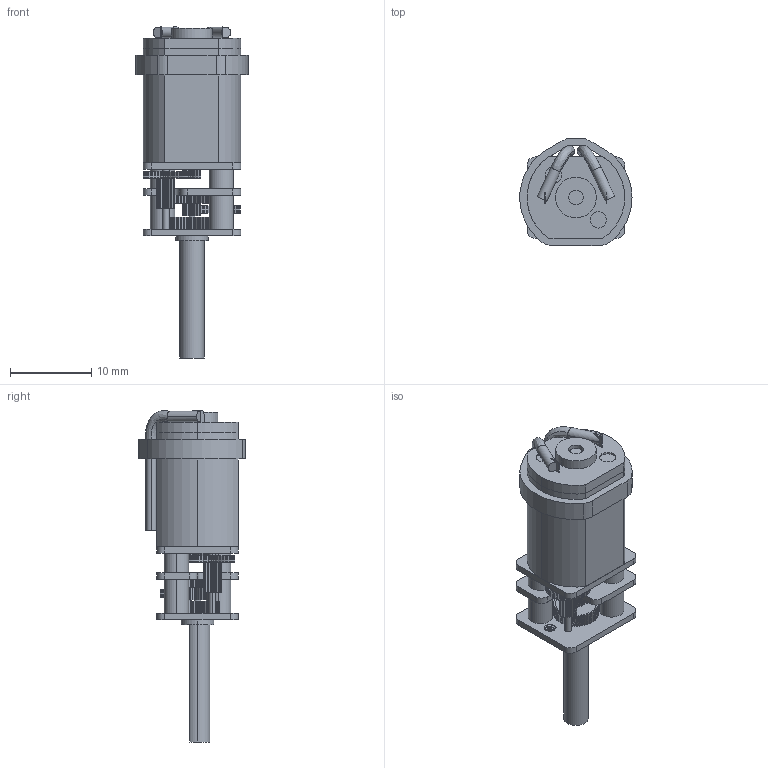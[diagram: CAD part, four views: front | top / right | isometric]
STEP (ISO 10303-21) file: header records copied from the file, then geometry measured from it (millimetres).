
FILE_DESCRIPTION (( 'STEP AP214' ), '1' );
FILE_NAME ('N20 motor 15mm shaft.STEP', '2022-02-11T13:00:57', ( '' ), ( '' ), 'SwSTEP 2.0', 'SolidWorks 2016', '' );
FILE_SCHEMA (( 'AUTOMOTIVE_DESIGN' ));
Length unit declared in the file: millimetre
Products named in the file (2): N20 motor 15mm shaft
Bounding box: 13.78 x 13.15 x 40.8 mm (x, y, z)
Volume: 2325 mm3; surface area: 2817.9 mm2
Topology: 10 solids, 10 shells, 1559 faces, 4533 edges, 3011 vertices
Faces by surface type: plane 1443, cylinder 106, bspline 10
Entity records: 53603 total; most frequent: CARTESIAN_POINT 10691, ORIENTED_EDGE 9066, DIRECTION 7764, EDGE_CURVE 4533, VECTOR 4260, LINE 4260, VERTEX_POINT 3011, AXIS2_PLACEMENT_3D 1752
